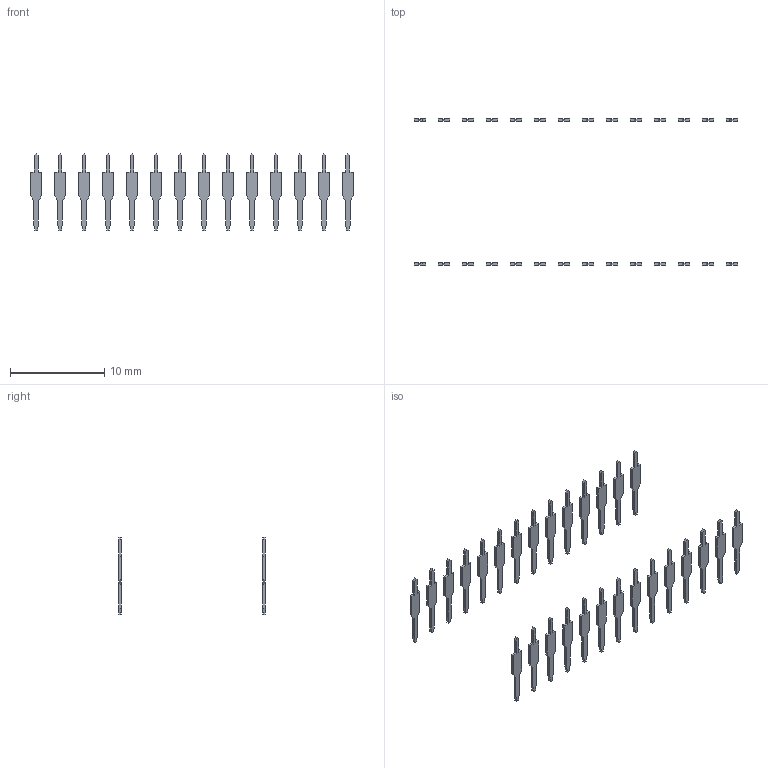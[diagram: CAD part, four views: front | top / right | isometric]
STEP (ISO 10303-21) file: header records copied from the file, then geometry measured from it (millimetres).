
FILE_DESCRIPTION(/* description */ (''),/* implementation_level */ '2;1');
FILE_NAME(/* name */ 'DIP-28_W15.24mm_Lead-Frame_SHP-001.stp',/* time_stamp */ '2023-10-09T16:48:15-04:00',/* author */ (''),/* organization */ (''),/* preprocessor_version */ 'ST-DEVELOPER v15.2',/* originating_system */ 'Autodesk Translator Framework v2.0.0.5431',/* authorisation */ '');
FILE_SCHEMA (('AUTOMOTIVE_DESIGN { 1 0 10303 214 3 1 1 }'));
Length unit declared in the file: centimetre
Products named in the file (1): (Unsaved)
Bounding box: 34.22 x 15.51 x 8.2 mm (x, y, z)
Volume: 43.1 mm3; surface area: 454.3 mm2
Topology: 28 solids, 28 shells, 532 faces, 1428 edges, 952 vertices
Faces by surface type: plane 532
Entity records: 16264 total; most frequent: CARTESIAN_POINT 2913, ORIENTED_EDGE 2856, DIRECTION 2494, LINE 1428, VECTOR 1428, EDGE_CURVE 1428, VERTEX_POINT 952, AXIS2_PLACEMENT_3D 533
